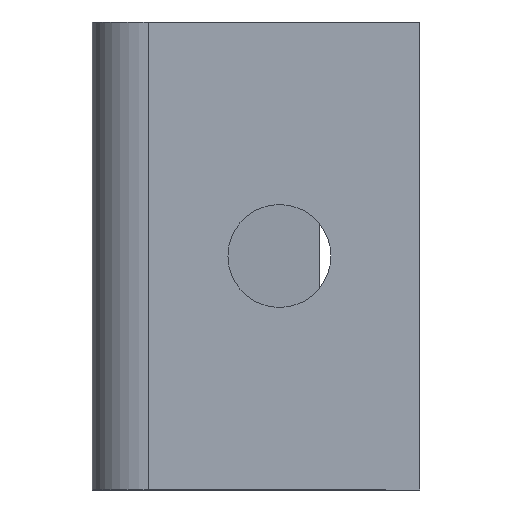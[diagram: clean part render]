
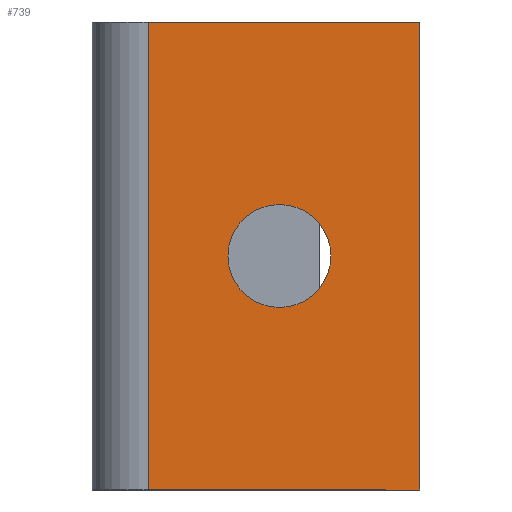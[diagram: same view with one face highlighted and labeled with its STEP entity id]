
A CAD part, front view. The second image highlights one B-rep face of the part: STEP entity #739.
In plain terms, the highlighted planar face has unit normal (0, -1, 0).
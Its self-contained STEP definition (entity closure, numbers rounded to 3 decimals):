
#65 = CIRCLE ( 'NONE', #487, 5.5 ) ;
#67 = VERTEX_POINT ( 'NONE', #777 ) ;
#88 = CARTESIAN_POINT ( 'NONE',  ( -20.5, 0., 0. ) ) ;
#90 = CARTESIAN_POINT ( 'NONE',  ( 0., 0., 25. ) ) ;
#91 = EDGE_LOOP ( 'NONE', ( #295, #520, #330, #1036 ) ) ;
#102 = EDGE_LOOP ( 'NONE', ( #351, #347 ) ) ;
#130 = DIRECTION ( 'NONE',  ( 0., 0., -1. ) ) ;
#168 = EDGE_CURVE ( 'NONE', #509, #236, #656, .T. ) ;
#178 = EDGE_CURVE ( 'NONE', #337, #67, #275, .T. ) ;
#200 = CARTESIAN_POINT ( 'NONE',  ( -9.5, 0., 0. ) ) ;
#220 = EDGE_CURVE ( 'NONE', #67, #236, #700, .T. ) ;
#236 = VERTEX_POINT ( 'NONE', #879 ) ;
#241 = CARTESIAN_POINT ( 'NONE',  ( 0., 0., -25. ) ) ;
#275 = LINE ( 'NONE', #876, #578 ) ;
#295 = ORIENTED_EDGE ( 'NONE', *, *, #168, .F. ) ;
#330 = ORIENTED_EDGE ( 'NONE', *, *, #178, .T. ) ;
#337 = VERTEX_POINT ( 'NONE', #605 ) ;
#347 = ORIENTED_EDGE ( 'NONE', *, *, #640, .T. ) ;
#351 = ORIENTED_EDGE ( 'NONE', *, *, #760, .T. ) ;
#361 = VECTOR ( 'NONE', #859, 1000. ) ;
#390 = FACE_OUTER_BOUND ( 'NONE', #91, .T. ) ;
#396 = VECTOR ( 'NONE', #925, 1000. ) ;
#425 = VECTOR ( 'NONE', #130, 1000. ) ;
#458 = LINE ( 'NONE', #90, #425 ) ;
#487 = AXIS2_PLACEMENT_3D ( 'NONE', #806, #870, #743 ) ;
#509 = VERTEX_POINT ( 'NONE', #241 ) ;
#520 = ORIENTED_EDGE ( 'NONE', *, *, #1040, .F. ) ;
#541 = VERTEX_POINT ( 'NONE', #200 ) ;
#562 = AXIS2_PLACEMENT_3D ( 'NONE', #744, #741, #735 ) ;
#578 = VECTOR ( 'NONE', #878, 1000. ) ;
#605 = CARTESIAN_POINT ( 'NONE',  ( 0., 0., 25. ) ) ;
#623 = FACE_BOUND ( 'NONE', #102, .T. ) ;
#639 = CIRCLE ( 'NONE', #562, 5.5 ) ;
#640 = EDGE_CURVE ( 'NONE', #541, #688, #65, .T. ) ;
#656 = LINE ( 'NONE', #862, #361 ) ;
#688 = VERTEX_POINT ( 'NONE', #88 ) ;
#700 = LINE ( 'NONE', #905, #396 ) ;
#735 = DIRECTION ( 'NONE',  ( -1., 0., 0. ) ) ;
#739 = ADVANCED_FACE ( 'NONE', ( #623, #390 ), #860, .T. ) ;
#741 = DIRECTION ( 'NONE',  ( 0., 1., 0. ) ) ;
#743 = DIRECTION ( 'NONE',  ( -1., 0., 0. ) ) ;
#744 = CARTESIAN_POINT ( 'NONE',  ( -15., 0., 0. ) ) ;
#760 = EDGE_CURVE ( 'NONE', #688, #541, #639, .T. ) ;
#777 = CARTESIAN_POINT ( 'NONE',  ( -29., 0., 25. ) ) ;
#779 = AXIS2_PLACEMENT_3D ( 'NONE', #838, #828, #827 ) ;
#806 = CARTESIAN_POINT ( 'NONE',  ( -15., 0., 0. ) ) ;
#827 = DIRECTION ( 'NONE',  ( 1., 0., 0. ) ) ;
#828 = DIRECTION ( 'NONE',  ( 0., -1., 0. ) ) ;
#838 = CARTESIAN_POINT ( 'NONE',  ( 0., 0., 25. ) ) ;
#859 = DIRECTION ( 'NONE',  ( -1., 0., 0. ) ) ;
#860 = PLANE ( 'NONE',  #779 ) ;
#862 = CARTESIAN_POINT ( 'NONE',  ( 0., 0., -25. ) ) ;
#870 = DIRECTION ( 'NONE',  ( 0., 1., 0. ) ) ;
#876 = CARTESIAN_POINT ( 'NONE',  ( 0., 0., 25. ) ) ;
#878 = DIRECTION ( 'NONE',  ( -1., 0., 0. ) ) ;
#879 = CARTESIAN_POINT ( 'NONE',  ( -29., 0., -25. ) ) ;
#905 = CARTESIAN_POINT ( 'NONE',  ( -29., 0., 25. ) ) ;
#925 = DIRECTION ( 'NONE',  ( 0., 0., -1. ) ) ;
#1036 = ORIENTED_EDGE ( 'NONE', *, *, #220, .T. ) ;
#1040 = EDGE_CURVE ( 'NONE', #337, #509, #458, .T. ) ;
